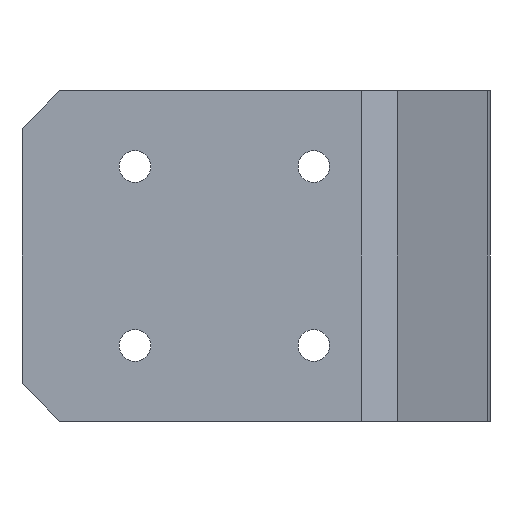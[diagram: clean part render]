
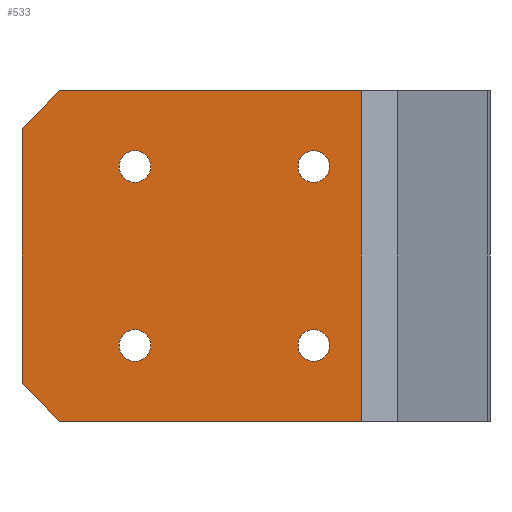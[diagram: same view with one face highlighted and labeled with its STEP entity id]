
A CAD part, left-side view. The second image highlights one B-rep face of the part: STEP entity #533.
In plain terms, the highlighted planar face has unit normal (-1, 0, 0).
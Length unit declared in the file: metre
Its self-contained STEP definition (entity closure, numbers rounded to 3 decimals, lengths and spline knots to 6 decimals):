
#38=CIRCLE('',#590,0.00125);
#39=CIRCLE('',#591,0.00125);
#40=CIRCLE('',#592,0.00125);
#41=CIRCLE('',#593,0.00125);
#109=ORIENTED_EDGE('',*,*,#240,.T.);
#110=ORIENTED_EDGE('',*,*,#241,.T.);
#111=ORIENTED_EDGE('',*,*,#242,.T.);
#112=ORIENTED_EDGE('',*,*,#243,.T.);
#113=ORIENTED_EDGE('',*,*,#189,.F.);
#114=ORIENTED_EDGE('',*,*,#244,.T.);
#115=ORIENTED_EDGE('',*,*,#245,.T.);
#116=ORIENTED_EDGE('',*,*,#246,.T.);
#117=ORIENTED_EDGE('',*,*,#237,.T.);
#118=ORIENTED_EDGE('',*,*,#247,.T.);
#189=EDGE_CURVE('',#259,#260,#310,.T.);
#237=EDGE_CURVE('',#299,#300,#344,.T.);
#240=EDGE_CURVE('',#301,#301,#38,.T.);
#241=EDGE_CURVE('',#302,#302,#39,.T.);
#242=EDGE_CURVE('',#303,#303,#40,.T.);
#243=EDGE_CURVE('',#304,#304,#41,.T.);
#244=EDGE_CURVE('',#259,#305,#347,.T.);
#245=EDGE_CURVE('',#305,#306,#348,.T.);
#246=EDGE_CURVE('',#306,#299,#349,.F.);
#247=EDGE_CURVE('',#300,#260,#350,.T.);
#259=VERTEX_POINT('',#775);
#260=VERTEX_POINT('',#777);
#299=VERTEX_POINT('',#872);
#300=VERTEX_POINT('',#873);
#301=VERTEX_POINT('',#878);
#302=VERTEX_POINT('',#880);
#303=VERTEX_POINT('',#882);
#304=VERTEX_POINT('',#884);
#305=VERTEX_POINT('',#886);
#306=VERTEX_POINT('',#888);
#310=LINE('',#776,#358);
#344=LINE('',#871,#392);
#347=LINE('',#885,#395);
#348=LINE('',#887,#396);
#349=LINE('',#889,#397);
#350=LINE('',#890,#398);
#358=VECTOR('',#624,1.);
#392=VECTOR('',#702,1.);
#395=VECTOR('',#715,1.);
#396=VECTOR('',#716,1.);
#397=VECTOR('',#717,1.);
#398=VECTOR('',#718,1.);
#424=EDGE_LOOP('',(#109));
#425=EDGE_LOOP('',(#110));
#426=EDGE_LOOP('',(#111));
#427=EDGE_LOOP('',(#112));
#428=EDGE_LOOP('',(#113,#114,#115,#116,#117,#118));
#476=FACE_BOUND('',#424,.T.);
#477=FACE_BOUND('',#425,.T.);
#478=FACE_BOUND('',#426,.T.);
#479=FACE_BOUND('',#427,.T.);
#480=FACE_BOUND('',#428,.T.);
#516=PLANE('',#589);
#533=ADVANCED_FACE('',(#476,#477,#478,#479,#480),#516,.T.);
#589=AXIS2_PLACEMENT_3D('',#876,#705,#706);
#590=AXIS2_PLACEMENT_3D('',#877,#707,#708);
#591=AXIS2_PLACEMENT_3D('',#879,#709,#710);
#592=AXIS2_PLACEMENT_3D('',#881,#711,#712);
#593=AXIS2_PLACEMENT_3D('',#883,#713,#714);
#624=DIRECTION('',(0.,1.,0.));
#702=DIRECTION('',(0.,0.,-1.));
#705=DIRECTION('',(-1.,0.,0.));
#706=DIRECTION('',(0.,-1.,0.));
#707=DIRECTION('',(1.,0.,0.));
#708=DIRECTION('',(0.,1.,0.));
#709=DIRECTION('',(1.,0.,0.));
#710=DIRECTION('',(0.,1.,0.));
#711=DIRECTION('',(1.,0.,0.));
#712=DIRECTION('',(0.,1.,0.));
#713=DIRECTION('',(1.,0.,0.));
#714=DIRECTION('',(0.,1.,0.));
#715=DIRECTION('',(0.,0.,1.));
#716=DIRECTION('',(0.,1.,0.));
#717=DIRECTION('',(0.,-0.707,0.707));
#718=DIRECTION('',(0.,-0.707,-0.707));
#775=CARTESIAN_POINT('',(-0.0435,-0.045823,-0.013071));
#776=CARTESIAN_POINT('',(-0.0435,-0.033411,-0.013071));
#777=CARTESIAN_POINT('',(-0.0435,-0.022,-0.013071));
#871=CARTESIAN_POINT('',(-0.0435,-0.019,0.013073));
#872=CARTESIAN_POINT('',(-0.0435,-0.019,0.010071));
#873=CARTESIAN_POINT('',(-0.0435,-0.019,-0.010071));
#876=CARTESIAN_POINT('',(-0.0435,-0.033411,0.013073));
#877=CARTESIAN_POINT('',(-0.0435,-0.042071,0.007071));
#878=CARTESIAN_POINT('',(-0.0435,-0.040821,0.007071));
#879=CARTESIAN_POINT('',(-0.0435,-0.027929,-0.007071));
#880=CARTESIAN_POINT('',(-0.0435,-0.026679,-0.007071));
#881=CARTESIAN_POINT('',(-0.0435,-0.042071,-0.007071));
#882=CARTESIAN_POINT('',(-0.0435,-0.040821,-0.007071));
#883=CARTESIAN_POINT('',(-0.0435,-0.027929,0.007071));
#884=CARTESIAN_POINT('',(-0.0435,-0.026679,0.007071));
#885=CARTESIAN_POINT('',(-0.0435,-0.045823,0.013073));
#886=CARTESIAN_POINT('',(-0.0435,-0.045823,0.013071));
#887=CARTESIAN_POINT('',(-0.0435,-0.033411,0.013071));
#888=CARTESIAN_POINT('',(-0.0435,-0.022,0.013071));
#889=CARTESIAN_POINT('',(-0.0435,-0.027707,0.018778));
#890=CARTESIAN_POINT('',(-0.0435,-0.014634,-0.005705));
